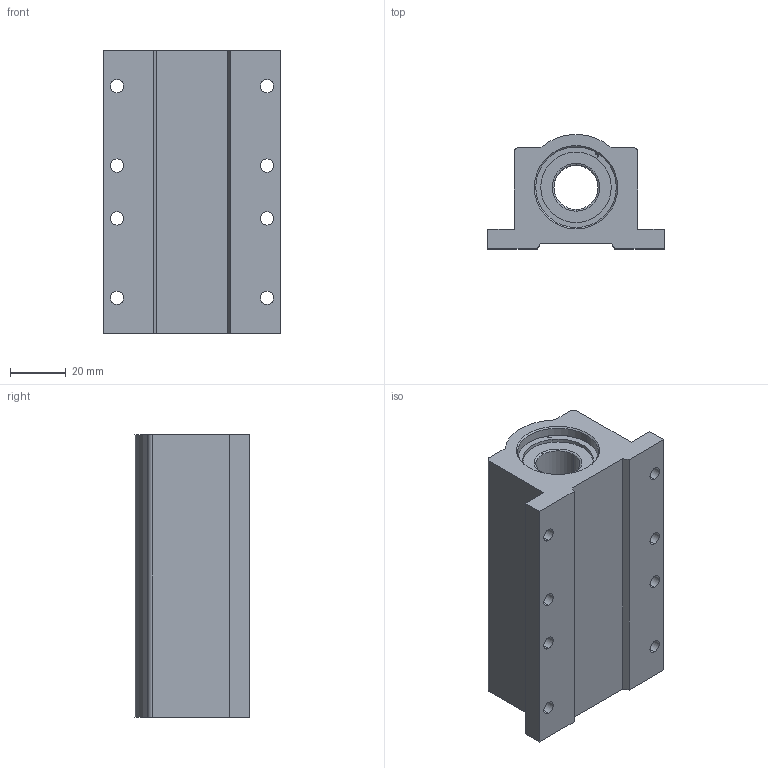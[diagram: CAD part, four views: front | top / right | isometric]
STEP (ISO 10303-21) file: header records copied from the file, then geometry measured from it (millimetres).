
FILE_DESCRIPTION (( 'STEP AP214' ), '1' );
FILE_NAME ('PillowBlock_F5C0694BE8.step', '2022-10-13T16:39:10', ( '' ), ( '' ), 'SwSTEP 2.0', 'SolidWorks 2019', '' );
FILE_SCHEMA (( 'AUTOMOTIVE_DESIGN' ));
Length unit declared in the file: inch
Products named in the file (3): CZp4oJeSNH_CADModel_0; PillowBlock_F5C0694BE8
Assembly tree (1 placements, depth 2):
  CZp4oJeSNH_CADModel_0
  PillowBlock_F5C0694BE8
    CZp4oJeSNH_CADModel_0
Bounding box: 63.5 x 41.21 x 101.6 mm (x, y, z)
Volume: 151434.7 mm3; surface area: 62729.7 mm2
Topology: 13 solids, 13 shells, 276 faces, 634 edges, 392 vertices
Faces by surface type: cylinder 113, plane 59, cone 44, torus 40, bspline 20
Entity records: 11989 total; most frequent: CARTESIAN_POINT 1667, DIRECTION 1518, ORIENTED_EDGE 1268, AXIS2_PLACEMENT_3D 643, EDGE_CURVE 634, VERTEX_POINT 392, CIRCLE 382, EDGE_LOOP 322
